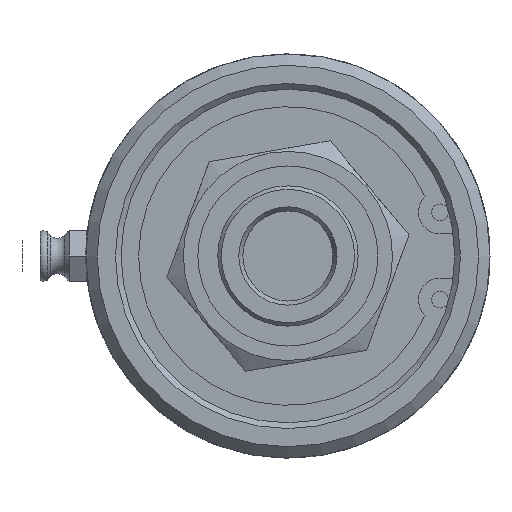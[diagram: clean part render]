
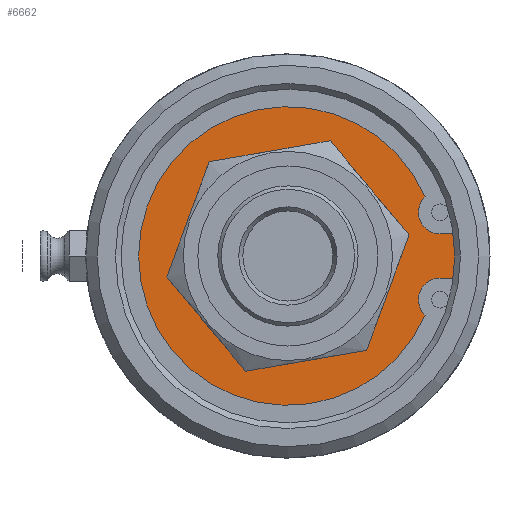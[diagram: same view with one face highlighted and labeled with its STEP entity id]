
A CAD part, left-side view. The second image highlights one B-rep face of the part: STEP entity #6662.
In plain terms, the highlighted planar face has unit normal (-1, 0, 0).
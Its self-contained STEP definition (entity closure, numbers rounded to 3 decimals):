
#104=FACE_BOUND('',#1876,.T.);
#558=LINE('',#14533,#923);
#563=LINE('',#14551,#928);
#923=VECTOR('',#8026,10.);
#928=VECTOR('',#8041,10.);
#1116=PLANE('',#7128);
#1458=FACE_OUTER_BOUND('',#1875,.T.);
#1875=EDGE_LOOP('',(#5922,#5923,#5924,#5925,#5926,#5927));
#1876=EDGE_LOOP('',(#5928,#5929));
#2415=CIRCLE('',#7005,3.048);
#2416=CIRCLE('',#7007,3.048);
#2417=CIRCLE('',#7009,21.057);
#2441=CIRCLE('',#7051,13.9);
#2442=CIRCLE('',#7052,13.9);
#2481=CIRCLE('',#7129,25.375);
#3026=VERTEX_POINT('',#14530);
#3027=VERTEX_POINT('',#14532);
#3031=VERTEX_POINT('',#14548);
#3032=VERTEX_POINT('',#14550);
#3033=VERTEX_POINT('',#14554);
#3034=VERTEX_POINT('',#14558);
#3069=VERTEX_POINT('',#14687);
#3070=VERTEX_POINT('',#14688);
#3921=EDGE_CURVE('',#3027,#3026,#558,.T.);
#3929=EDGE_CURVE('',#3032,#3031,#563,.T.);
#3931=EDGE_CURVE('',#3033,#3027,#2415,.T.);
#3933=EDGE_CURVE('',#3031,#3034,#2416,.T.);
#3935=EDGE_CURVE('',#3034,#3033,#2417,.T.);
#3984=EDGE_CURVE('',#3069,#3070,#2441,.T.);
#3985=EDGE_CURVE('',#3070,#3069,#2442,.T.);
#4064=EDGE_CURVE('',#3026,#3032,#2481,.T.);
#5922=ORIENTED_EDGE('',*,*,#3921,.T.);
#5923=ORIENTED_EDGE('',*,*,#4064,.T.);
#5924=ORIENTED_EDGE('',*,*,#3929,.T.);
#5925=ORIENTED_EDGE('',*,*,#3933,.T.);
#5926=ORIENTED_EDGE('',*,*,#3935,.T.);
#5927=ORIENTED_EDGE('',*,*,#3931,.T.);
#5928=ORIENTED_EDGE('',*,*,#3984,.T.);
#5929=ORIENTED_EDGE('',*,*,#3985,.T.);
#6662=ADVANCED_FACE('',(#1458,#104),#1116,.F.);
#7005=AXIS2_PLACEMENT_3D('',#14555,#8045,#8046);
#7007=AXIS2_PLACEMENT_3D('',#14559,#8050,#8051);
#7009=AXIS2_PLACEMENT_3D('',#14562,#8055,#8056);
#7051=AXIS2_PLACEMENT_3D('',#14689,#8152,#8153);
#7052=AXIS2_PLACEMENT_3D('',#14690,#8154,#8155);
#7128=AXIS2_PLACEMENT_3D('',#14870,#8344,#8345);
#7129=AXIS2_PLACEMENT_3D('',#14871,#8346,#8347);
#8026=DIRECTION('',(0.,-1.,0.));
#8041=DIRECTION('',(0.,1.,0.));
#8045=DIRECTION('center_axis',(1.,0.,0.));
#8046=DIRECTION('ref_axis',(0.,0.,1.));
#8050=DIRECTION('center_axis',(1.,0.,0.));
#8051=DIRECTION('ref_axis',(0.,-0.961,0.276));
#8055=DIRECTION('center_axis',(-1.,0.,0.));
#8056=DIRECTION('ref_axis',(0.,0.,-1.));
#8152=DIRECTION('center_axis',(1.,0.,0.));
#8153=DIRECTION('ref_axis',(0.,0.939,0.345));
#8154=DIRECTION('center_axis',(1.,0.,0.));
#8155=DIRECTION('ref_axis',(0.,0.939,0.345));
#8344=DIRECTION('center_axis',(1.,0.,0.));
#8345=DIRECTION('ref_axis',(0.,0.,-1.));
#8346=DIRECTION('center_axis',(-1.,0.,0.));
#8347=DIRECTION('ref_axis',(0.,1.,0.));
#14530=CARTESIAN_POINT('',(3.978,-25.184,-3.112));
#14532=CARTESIAN_POINT('',(3.978,-21.461,-3.112));
#14533=CARTESIAN_POINT('',(3.978,-3.137,-3.112));
#14548=CARTESIAN_POINT('',(3.978,-21.461,3.112));
#14550=CARTESIAN_POINT('',(3.978,-25.184,3.112));
#14551=CARTESIAN_POINT('',(3.978,-1.275,3.112));
#14554=CARTESIAN_POINT('',(3.978,-19.334,-8.343));
#14555=CARTESIAN_POINT('Origin',(3.978,-21.461,-6.16));
#14558=CARTESIAN_POINT('',(3.978,-19.334,8.343));
#14559=CARTESIAN_POINT('Origin',(3.978,-21.461,6.16));
#14562=CARTESIAN_POINT('Origin',(3.978,0.,0.));
#14687=CARTESIAN_POINT('',(3.978,13.048,4.792));
#14688=CARTESIAN_POINT('',(3.978,-13.048,-4.792));
#14689=CARTESIAN_POINT('Origin',(3.978,0.,0.));
#14690=CARTESIAN_POINT('Origin',(3.978,0.,0.));
#14870=CARTESIAN_POINT('Origin',(3.978,18.91,0.));
#14871=CARTESIAN_POINT('Origin',(3.978,0.,0.));
